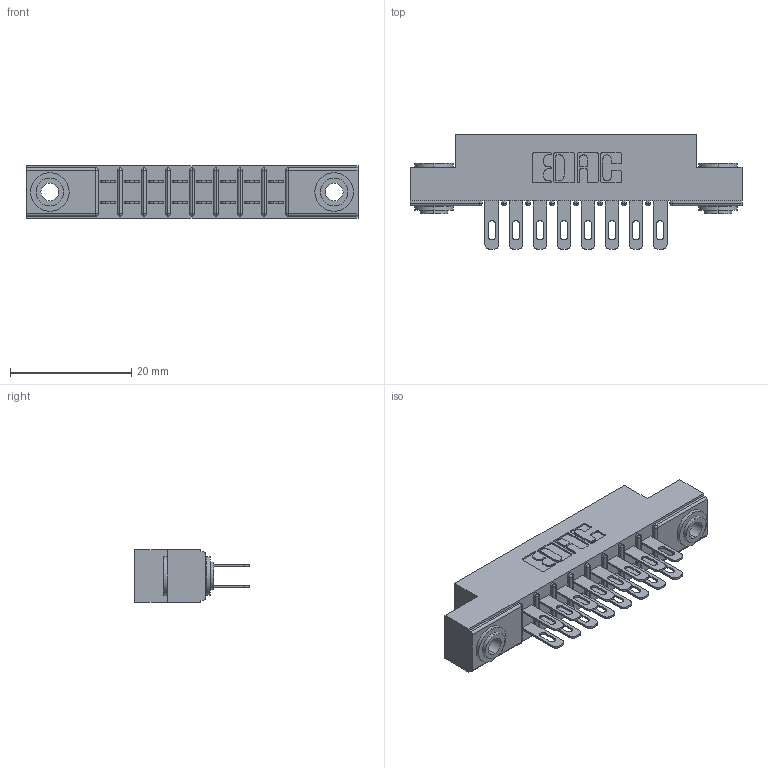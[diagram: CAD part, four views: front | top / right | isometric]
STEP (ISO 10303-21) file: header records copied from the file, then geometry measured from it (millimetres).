
FILE_DESCRIPTION (( 'STEP AP203' ), '1' );
FILE_NAME ('355-016-500-503.STEP', '2019-09-11T01:49:21', ( '' ), ( '' ), 'SwSTEP 2.0', 'SolidWorks 2016', '' );
FILE_SCHEMA (( 'CONFIG_CONTROL_DESIGN' ));
Length unit declared in the file: inch
Products named in the file (4): 305-290-001_500; 355-016-500-503; 305 Part_.156 Dia; 345-250-002_345-250-002-102
Assembly tree (19 placements, depth 2):
  355-016-500-503
    305 Part_.156 Dia
    305-290-001_500  x16
    345-250-002_345-250-002-102  x2
Bounding box: 54.71 x 18.85 x 8.71 mm (x, y, z)
Volume: 3384.5 mm3; surface area: 6369.2 mm2
Topology: 19 solids, 19 shells, 968 faces, 2724 edges, 1768 vertices
Faces by surface type: plane 540, cylinder 388, sphere 32, cone 8
Entity records: 13888 total; most frequent: CARTESIAN_POINT 2279, DIRECTION 2250, ORIENTED_EDGE 2248, EDGE_CURVE 1124, LINE 860, VECTOR 860, VERTEX_POINT 724, AXIS2_PLACEMENT_3D 695
